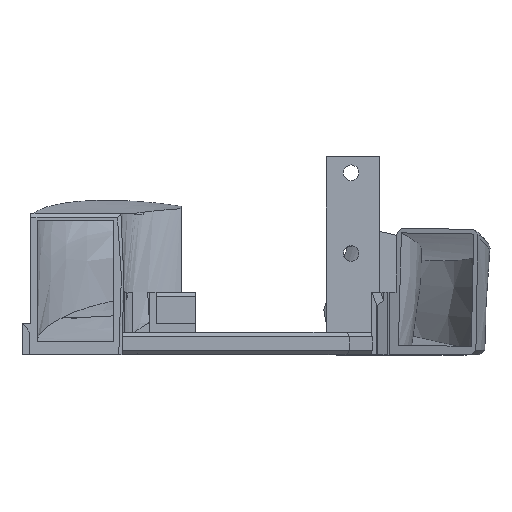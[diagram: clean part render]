
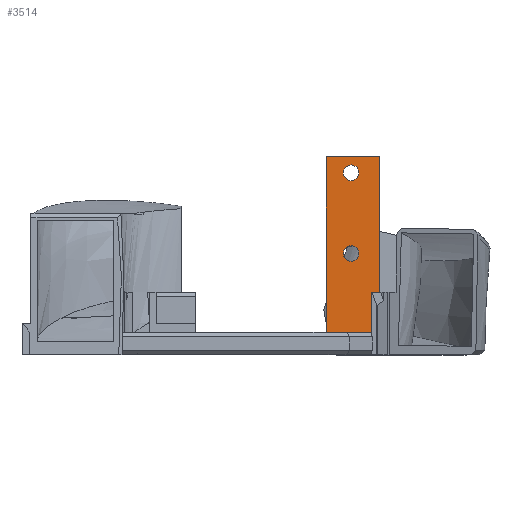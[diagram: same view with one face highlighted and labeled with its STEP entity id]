
A CAD part, top view. The second image highlights one B-rep face of the part: STEP entity #3514.
In plain terms, the highlighted planar face has unit normal (0, 0, 1).
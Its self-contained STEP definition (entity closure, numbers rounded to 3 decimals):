
#306=FACE_BOUND('',#543,.T.);
#307=FACE_BOUND('',#544,.T.);
#318=CIRCLE('',#3706,1.75);
#319=CIRCLE('',#3707,1.75);
#353=FACE_OUTER_BOUND('',#542,.T.);
#542=EDGE_LOOP('',(#2279,#2280,#2281,#2282,#2283,#2284));
#543=EDGE_LOOP('',(#2285));
#544=EDGE_LOOP('',(#2286));
#742=LINE('',#4538,#1045);
#746=LINE('',#4546,#1049);
#747=LINE('',#4548,#1050);
#748=LINE('',#4550,#1051);
#749=LINE('',#4552,#1052);
#750=LINE('',#4553,#1053);
#1045=VECTOR('',#3883,10.);
#1049=VECTOR('',#3889,10.);
#1050=VECTOR('',#3890,10.);
#1051=VECTOR('',#3891,10.);
#1052=VECTOR('',#3892,10.);
#1053=VECTOR('',#3893,10.);
#1348=VERTEX_POINT('',#4536);
#1349=VERTEX_POINT('',#4537);
#1352=VERTEX_POINT('',#4545);
#1353=VERTEX_POINT('',#4547);
#1354=VERTEX_POINT('',#4549);
#1355=VERTEX_POINT('',#4551);
#1356=VERTEX_POINT('',#4554);
#1357=VERTEX_POINT('',#4556);
#1716=EDGE_CURVE('',#1348,#1349,#742,.T.);
#1720=EDGE_CURVE('',#1349,#1352,#746,.T.);
#1721=EDGE_CURVE('',#1353,#1352,#747,.T.);
#1722=EDGE_CURVE('',#1354,#1353,#748,.T.);
#1723=EDGE_CURVE('',#1355,#1354,#749,.T.);
#1724=EDGE_CURVE('',#1348,#1355,#750,.T.);
#1725=EDGE_CURVE('',#1356,#1356,#318,.T.);
#1726=EDGE_CURVE('',#1357,#1357,#319,.T.);
#2279=ORIENTED_EDGE('',*,*,#1716,.T.);
#2280=ORIENTED_EDGE('',*,*,#1720,.T.);
#2281=ORIENTED_EDGE('',*,*,#1721,.F.);
#2282=ORIENTED_EDGE('',*,*,#1722,.F.);
#2283=ORIENTED_EDGE('',*,*,#1723,.F.);
#2284=ORIENTED_EDGE('',*,*,#1724,.F.);
#2285=ORIENTED_EDGE('',*,*,#1725,.T.);
#2286=ORIENTED_EDGE('',*,*,#1726,.T.);
#3394=PLANE('',#3705);
#3514=ADVANCED_FACE('',(#353,#306,#307),#3394,.F.);
#3705=AXIS2_PLACEMENT_3D('',#4544,#3887,#3888);
#3706=AXIS2_PLACEMENT_3D('',#4555,#3894,#3895);
#3707=AXIS2_PLACEMENT_3D('',#4557,#3896,#3897);
#3883=DIRECTION('',(-1.,0.,0.));
#3887=DIRECTION('center_axis',(0.,0.,
-1.));
#3888=DIRECTION('ref_axis',(0.,-1.,0.));
#3889=DIRECTION('',(0.,-1.,0.));
#3890=DIRECTION('',(-1.,0.,0.));
#3891=DIRECTION('',(0.,-1.,0.));
#3892=DIRECTION('',(-1.,0.,0.));
#3893=DIRECTION('',(0.,-1.,0.));
#3894=DIRECTION('center_axis',(0.,0.,
-1.));
#3895=DIRECTION('ref_axis',(0.,-1.,0.));
#3896=DIRECTION('center_axis',(0.,0.,
-1.));
#3897=DIRECTION('ref_axis',(0.,-1.,0.));
#4536=CARTESIAN_POINT('',(32.716,21.155,-5.997));
#4537=CARTESIAN_POINT('',(20.88,21.155,-5.997));
#4538=CARTESIAN_POINT('',(28.757,21.155,-5.997));
#4544=CARTESIAN_POINT('Origin',(27.798,8.991,-5.997));
#4545=CARTESIAN_POINT('',(20.88,-18.009,-5.997));
#4546=CARTESIAN_POINT('',(20.88,-4.172,-5.997));
#4547=CARTESIAN_POINT('',(31.63,-18.009,-5.997));
#4548=CARTESIAN_POINT('',(18.365,-18.009,-5.997));
#4549=CARTESIAN_POINT('',(31.63,-9.009,-5.997));
#4550=CARTESIAN_POINT('',(31.63,-6.591,-5.997));
#4551=CARTESIAN_POINT('',(32.716,-9.009,-5.997));
#4552=CARTESIAN_POINT('',(9.359,-9.009,-5.997));
#4553=CARTESIAN_POINT('',(32.716,-4.172,-5.997));
#4554=CARTESIAN_POINT('',(26.466,19.34,-5.997));
#4555=CARTESIAN_POINT('Origin',(26.466,17.59,-5.997));
#4556=CARTESIAN_POINT('',(26.466,1.34,-5.997));
#4557=CARTESIAN_POINT('Origin',(26.466,-0.41,-5.997));
